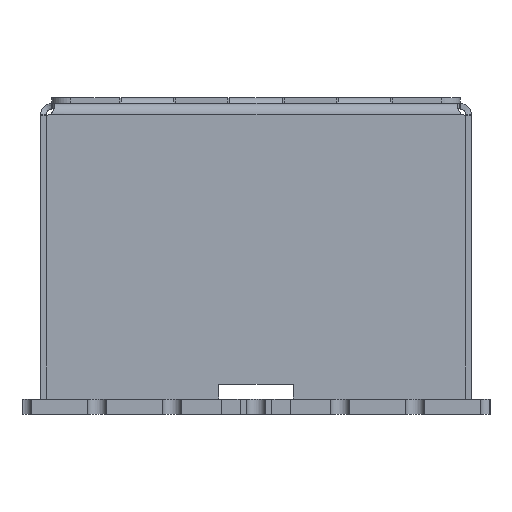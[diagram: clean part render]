
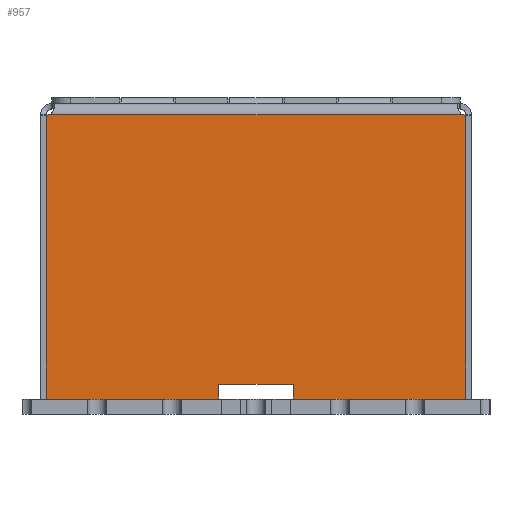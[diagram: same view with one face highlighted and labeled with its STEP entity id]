
A CAD part, left-side view. The second image highlights one B-rep face of the part: STEP entity #957.
In plain terms, the highlighted planar face has unit normal (-1, 0, 0).
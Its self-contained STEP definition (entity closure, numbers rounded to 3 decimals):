
#957=ADVANCED_FACE('',(#7745),#7747,.F.);
#7745=FACE_BOUND('',#7746,.T.);
#7746=EDGE_LOOP('',(#16930,#16931,#16932,#16933,#16934,#16935,#16936,#16937,#16938,
#16939));
#7747=PLANE('',#7748);
#7748=AXIS2_PLACEMENT_3D('',#7749,#7750,#7751);
#7749=CARTESIAN_POINT('',(-14.15,0.,16.613));
#7750=DIRECTION('',(1.,0.,0.));
#7751=DIRECTION('',(0.,0.,-1.));
#16930=ORIENTED_EDGE('',*,*,#20586,.T.);
#16931=ORIENTED_EDGE('',*,*,#20941,.F.);
#16932=ORIENTED_EDGE('',*,*,#20942,.F.);
#16933=ORIENTED_EDGE('',*,*,#20943,.F.);
#16934=ORIENTED_EDGE('',*,*,#20621,.T.);
#16935=ORIENTED_EDGE('',*,*,#20940,.F.);
#16936=ORIENTED_EDGE('',*,*,#20944,.T.);
#16937=ORIENTED_EDGE('',*,*,#20933,.F.);
#16938=ORIENTED_EDGE('',*,*,#20945,.F.);
#16939=ORIENTED_EDGE('',*,*,#20946,.T.);
#20586=EDGE_CURVE('',#22795,#22796,#22797,.T.);
#20621=EDGE_CURVE('',#22860,#22857,#22861,.T.);
#20933=EDGE_CURVE('',#23405,#23407,#23408,.T.);
#20940=EDGE_CURVE('',#23417,#22857,#23419,.T.);
#20941=EDGE_CURVE('',#23420,#22796,#23421,.T.);
#20942=EDGE_CURVE('',#23422,#23420,#23423,.T.);
#20943=EDGE_CURVE('',#22860,#23422,#23424,.T.);
#20944=EDGE_CURVE('',#23417,#23407,#23425,.T.);
#20945=EDGE_CURVE('',#23426,#23405,#23427,.T.);
#20946=EDGE_CURVE('',#23426,#22795,#23428,.T.);
#22795=VERTEX_POINT('',#26515);
#22796=VERTEX_POINT('',#26516);
#22797=LINE('',#26517,#26518);
#22857=VERTEX_POINT('',#26654);
#22860=VERTEX_POINT('',#26659);
#22861=LINE('',#26660,#26661);
#23405=VERTEX_POINT('',#27862);
#23407=VERTEX_POINT('',#27883);
#23408=LINE('',#27884,#27885);
#23417=VERTEX_POINT('',#27952);
#23419=LINE('',#27956,#27957);
#23420=VERTEX_POINT('',#27959);
#23421=LINE('',#27960,#27961);
#23422=VERTEX_POINT('',#27963);
#23423=LINE('',#27964,#27965);
#23424=LINE('',#27967,#27968);
#23425=CIRCLE('',#27970,0.45);
#23426=VERTEX_POINT('',#27974);
#23427=CIRCLE('',#27975,0.45);
#23428=LINE('',#27979,#27980);
#26515=CARTESIAN_POINT('',(-14.15,11.199,0.813));
#26516=CARTESIAN_POINT('',(-14.15,2.,0.813));
#26517=CARTESIAN_POINT('',(-14.15,11.199,0.813));
#26518=VECTOR('',#26519,1.);
#26519=DIRECTION('',(0.,-1.,0.));
#26654=CARTESIAN_POINT('',(-14.15,-11.199,0.813));
#26659=CARTESIAN_POINT('',(-14.15,-2.,0.813));
#26660=CARTESIAN_POINT('',(-14.15,-2.,0.813));
#26661=VECTOR('',#26662,1.);
#26662=DIRECTION('',(0.,-1.,0.));
#27862=CARTESIAN_POINT('',(-14.15,11.009,16.013));
#27883=CARTESIAN_POINT('',(-14.15,-11.009,16.013));
#27884=CARTESIAN_POINT('',(-14.15,11.009,16.013));
#27885=VECTOR('',#27886,1.);
#27886=DIRECTION('',(0.,-1.,0.));
#27952=CARTESIAN_POINT('',(-14.15,-11.199,15.971));
#27956=CARTESIAN_POINT('',(-14.15,-11.199,15.971));
#27957=VECTOR('',#27958,1.);
#27958=DIRECTION('',(0.,0.,-1.));
#27959=CARTESIAN_POINT('',(-14.15,2.,1.613));
#27960=CARTESIAN_POINT('',(-14.15,2.,1.613));
#27961=VECTOR('',#27962,1.);
#27962=DIRECTION('',(0.,0.,-1.));
#27963=CARTESIAN_POINT('',(-14.15,-2.,1.613));
#27964=CARTESIAN_POINT('',(-14.15,-2.,1.613));
#27965=VECTOR('',#27966,1.);
#27966=DIRECTION('',(0.,1.,0.));
#27967=CARTESIAN_POINT('',(-14.15,-2.,0.813));
#27968=VECTOR('',#27969,1.);
#27969=DIRECTION('',(0.,0.,1.));
#27970=AXIS2_PLACEMENT_3D('',#27971,#27972,#27973);
#27971=CARTESIAN_POINT('',(-14.15,-11.199,16.421));
#27972=DIRECTION('',(1.,0.,0.));
#27973=DIRECTION('',(0.,0.,-1.));
#27974=CARTESIAN_POINT('',(-14.15,11.199,15.971));
#27975=AXIS2_PLACEMENT_3D('',#27976,#27977,#27978);
#27976=CARTESIAN_POINT('',(-14.15,11.199,16.421));
#27977=DIRECTION('',(-1.,0.,0.));
#27978=DIRECTION('',(0.,0.,-1.));
#27979=CARTESIAN_POINT('',(-14.15,11.199,15.971));
#27980=VECTOR('',#27981,1.);
#27981=DIRECTION('',(0.,0.,-1.));
